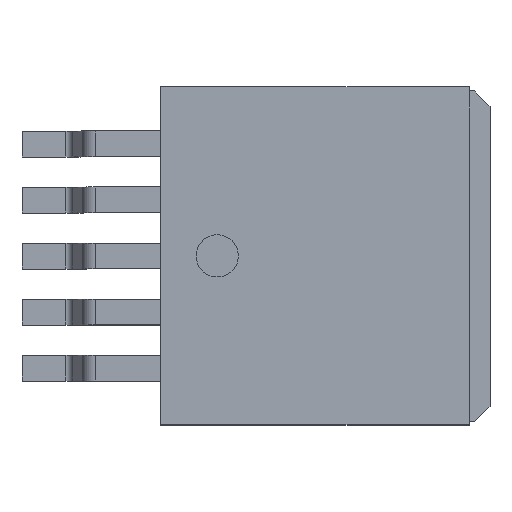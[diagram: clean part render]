
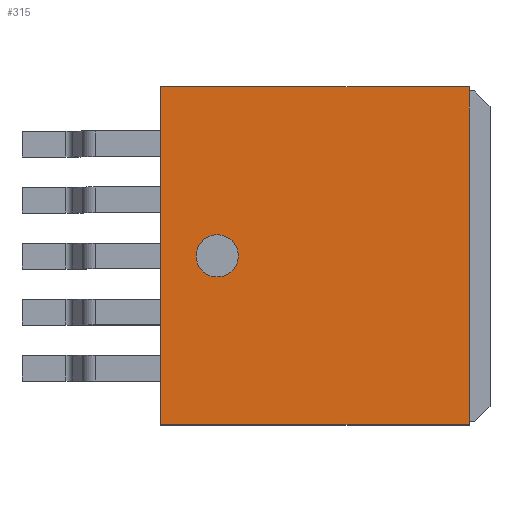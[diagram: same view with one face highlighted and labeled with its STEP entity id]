
A CAD part, top view. The second image highlights one B-rep face of the part: STEP entity #315.
In plain terms, the highlighted planar face has unit normal (0, 0, 1).
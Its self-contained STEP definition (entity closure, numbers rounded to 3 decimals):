
#126 = VERTEX_POINT('',#127);
#127 = CARTESIAN_POINT('',(0.,0.,4.59));
#134 = PLANE('',#135);
#135 = AXIS2_PLACEMENT_3D('',#136,#137,#138);
#136 = CARTESIAN_POINT('',(0.,0.,0.018));
#137 = DIRECTION('',(1.,0.,-0.));
#138 = DIRECTION('',(0.,0.,1.));
#146 = PLANE('',#147);
#147 = AXIS2_PLACEMENT_3D('',#148,#149,#150);
#148 = CARTESIAN_POINT('',(0.,0.,0.018));
#149 = DIRECTION('',(-0.,1.,0.));
#150 = DIRECTION('',(0.,0.,1.));
#187 = VERTEX_POINT('',#188);
#188 = CARTESIAN_POINT('',(0.,10.25,4.59));
#202 = PLANE('',#203);
#203 = AXIS2_PLACEMENT_3D('',#204,#205,#206);
#204 = CARTESIAN_POINT('',(0.,10.25,0.018));
#205 = DIRECTION('',(-0.,1.,0.));
#206 = DIRECTION('',(0.,0.,1.));
#214 = EDGE_CURVE('',#126,#187,#215,.T.);
#215 = SURFACE_CURVE('',#216,(#220,#227),.PCURVE_S1.);
#216 = LINE('',#217,#218);
#217 = CARTESIAN_POINT('',(0.,0.,4.59));
#218 = VECTOR('',#219,1.);
#219 = DIRECTION('',(-0.,1.,0.));
#220 = PCURVE('',#134,#221);
#221 = DEFINITIONAL_REPRESENTATION('',(#222),#226);
#222 = LINE('',#223,#224);
#223 = CARTESIAN_POINT('',(4.572,0.));
#224 = VECTOR('',#225,1.);
#225 = DIRECTION('',(0.,-1.));
#226 = ( GEOMETRIC_REPRESENTATION_CONTEXT(2) 
PARAMETRIC_REPRESENTATION_CONTEXT() REPRESENTATION_CONTEXT('2D SPACE',''
  ) );
#227 = PCURVE('',#228,#233);
#228 = PLANE('',#229);
#229 = AXIS2_PLACEMENT_3D('',#230,#231,#232);
#230 = CARTESIAN_POINT('',(0.,0.,4.59));
#231 = DIRECTION('',(0.,0.,1.));
#232 = DIRECTION('',(1.,0.,-0.));
#233 = DEFINITIONAL_REPRESENTATION('',(#234),#238);
#234 = LINE('',#235,#236);
#235 = CARTESIAN_POINT('',(0.,0.));
#236 = VECTOR('',#237,1.);
#237 = DIRECTION('',(0.,1.));
#238 = ( GEOMETRIC_REPRESENTATION_CONTEXT(2) 
PARAMETRIC_REPRESENTATION_CONTEXT() REPRESENTATION_CONTEXT('2D SPACE',''
  ) );
#267 = EDGE_CURVE('',#126,#268,#270,.T.);
#268 = VERTEX_POINT('',#269);
#269 = CARTESIAN_POINT('',(9.35,0.,4.59));
#270 = SURFACE_CURVE('',#271,(#275,#282),.PCURVE_S1.);
#271 = LINE('',#272,#273);
#272 = CARTESIAN_POINT('',(0.,0.,4.59));
#273 = VECTOR('',#274,1.);
#274 = DIRECTION('',(1.,0.,-0.));
#275 = PCURVE('',#146,#276);
#276 = DEFINITIONAL_REPRESENTATION('',(#277),#281);
#277 = LINE('',#278,#279);
#278 = CARTESIAN_POINT('',(4.572,0.));
#279 = VECTOR('',#280,1.);
#280 = DIRECTION('',(0.,1.));
#281 = ( GEOMETRIC_REPRESENTATION_CONTEXT(2) 
PARAMETRIC_REPRESENTATION_CONTEXT() REPRESENTATION_CONTEXT('2D SPACE',''
  ) );
#282 = PCURVE('',#228,#283);
#283 = DEFINITIONAL_REPRESENTATION('',(#284),#288);
#284 = LINE('',#285,#286);
#285 = CARTESIAN_POINT('',(0.,0.));
#286 = VECTOR('',#287,1.);
#287 = DIRECTION('',(1.,0.));
#288 = ( GEOMETRIC_REPRESENTATION_CONTEXT(2) 
PARAMETRIC_REPRESENTATION_CONTEXT() REPRESENTATION_CONTEXT('2D SPACE',''
  ) );
#304 = PLANE('',#305);
#305 = AXIS2_PLACEMENT_3D('',#306,#307,#308);
#306 = CARTESIAN_POINT('',(9.35,0.,0.018));
#307 = DIRECTION('',(1.,0.,-0.));
#308 = DIRECTION('',(0.,0.,1.));
#315 = ADVANCED_FACE('',(#316,#364),#228,.T.);
#316 = FACE_BOUND('',#317,.T.);
#317 = EDGE_LOOP('',(#318,#319,#320,#343));
#318 = ORIENTED_EDGE('',*,*,#214,.F.);
#319 = ORIENTED_EDGE('',*,*,#267,.T.);
#320 = ORIENTED_EDGE('',*,*,#321,.T.);
#321 = EDGE_CURVE('',#268,#322,#324,.T.);
#322 = VERTEX_POINT('',#323);
#323 = CARTESIAN_POINT('',(9.35,10.25,4.59));
#324 = SURFACE_CURVE('',#325,(#329,#336),.PCURVE_S1.);
#325 = LINE('',#326,#327);
#326 = CARTESIAN_POINT('',(9.35,0.,4.59));
#327 = VECTOR('',#328,1.);
#328 = DIRECTION('',(-0.,1.,0.));
#329 = PCURVE('',#228,#330);
#330 = DEFINITIONAL_REPRESENTATION('',(#331),#335);
#331 = LINE('',#332,#333);
#332 = CARTESIAN_POINT('',(9.35,0.));
#333 = VECTOR('',#334,1.);
#334 = DIRECTION('',(0.,1.));
#335 = ( GEOMETRIC_REPRESENTATION_CONTEXT(2) 
PARAMETRIC_REPRESENTATION_CONTEXT() REPRESENTATION_CONTEXT('2D SPACE',''
  ) );
#336 = PCURVE('',#304,#337);
#337 = DEFINITIONAL_REPRESENTATION('',(#338),#342);
#338 = LINE('',#339,#340);
#339 = CARTESIAN_POINT('',(4.572,0.));
#340 = VECTOR('',#341,1.);
#341 = DIRECTION('',(0.,-1.));
#342 = ( GEOMETRIC_REPRESENTATION_CONTEXT(2) 
PARAMETRIC_REPRESENTATION_CONTEXT() REPRESENTATION_CONTEXT('2D SPACE',''
  ) );
#343 = ORIENTED_EDGE('',*,*,#344,.F.);
#344 = EDGE_CURVE('',#187,#322,#345,.T.);
#345 = SURFACE_CURVE('',#346,(#350,#357),.PCURVE_S1.);
#346 = LINE('',#347,#348);
#347 = CARTESIAN_POINT('',(0.,10.25,4.59));
#348 = VECTOR('',#349,1.);
#349 = DIRECTION('',(1.,0.,-0.));
#350 = PCURVE('',#228,#351);
#351 = DEFINITIONAL_REPRESENTATION('',(#352),#356);
#352 = LINE('',#353,#354);
#353 = CARTESIAN_POINT('',(0.,10.25));
#354 = VECTOR('',#355,1.);
#355 = DIRECTION('',(1.,0.));
#356 = ( GEOMETRIC_REPRESENTATION_CONTEXT(2) 
PARAMETRIC_REPRESENTATION_CONTEXT() REPRESENTATION_CONTEXT('2D SPACE',''
  ) );
#357 = PCURVE('',#202,#358);
#358 = DEFINITIONAL_REPRESENTATION('',(#359),#363);
#359 = LINE('',#360,#361);
#360 = CARTESIAN_POINT('',(4.572,0.));
#361 = VECTOR('',#362,1.);
#362 = DIRECTION('',(0.,1.));
#363 = ( GEOMETRIC_REPRESENTATION_CONTEXT(2) 
PARAMETRIC_REPRESENTATION_CONTEXT() REPRESENTATION_CONTEXT('2D SPACE',''
  ) );
#364 = FACE_BOUND('',#365,.T.);
#365 = EDGE_LOOP('',(#366));
#366 = ORIENTED_EDGE('',*,*,#367,.F.);
#367 = EDGE_CURVE('',#368,#368,#370,.T.);
#368 = VERTEX_POINT('',#369);
#369 = CARTESIAN_POINT('',(2.349,5.125,4.59));
#370 = SURFACE_CURVE('',#371,(#376,#383),.PCURVE_S1.);
#371 = CIRCLE('',#372,0.641);
#372 = AXIS2_PLACEMENT_3D('',#373,#374,#375);
#373 = CARTESIAN_POINT('',(1.708,5.125,4.59));
#374 = DIRECTION('',(0.,0.,1.));
#375 = DIRECTION('',(1.,0.,-0.));
#376 = PCURVE('',#228,#377);
#377 = DEFINITIONAL_REPRESENTATION('',(#378),#382);
#378 = CIRCLE('',#379,0.641);
#379 = AXIS2_PLACEMENT_2D('',#380,#381);
#380 = CARTESIAN_POINT('',(1.708,5.125));
#381 = DIRECTION('',(1.,0.));
#382 = ( GEOMETRIC_REPRESENTATION_CONTEXT(2) 
PARAMETRIC_REPRESENTATION_CONTEXT() REPRESENTATION_CONTEXT('2D SPACE',''
  ) );
#383 = PCURVE('',#384,#389);
#384 = CYLINDRICAL_SURFACE('',#385,0.641);
#385 = AXIS2_PLACEMENT_3D('',#386,#387,#388);
#386 = CARTESIAN_POINT('',(1.708,5.125,4.49));
#387 = DIRECTION('',(0.,0.,1.));
#388 = DIRECTION('',(1.,0.,-0.));
#389 = DEFINITIONAL_REPRESENTATION('',(#390),#394);
#390 = LINE('',#391,#392);
#391 = CARTESIAN_POINT('',(0.,0.1));
#392 = VECTOR('',#393,1.);
#393 = DIRECTION('',(1.,0.));
#394 = ( GEOMETRIC_REPRESENTATION_CONTEXT(2) 
PARAMETRIC_REPRESENTATION_CONTEXT() REPRESENTATION_CONTEXT('2D SPACE',''
  ) );
